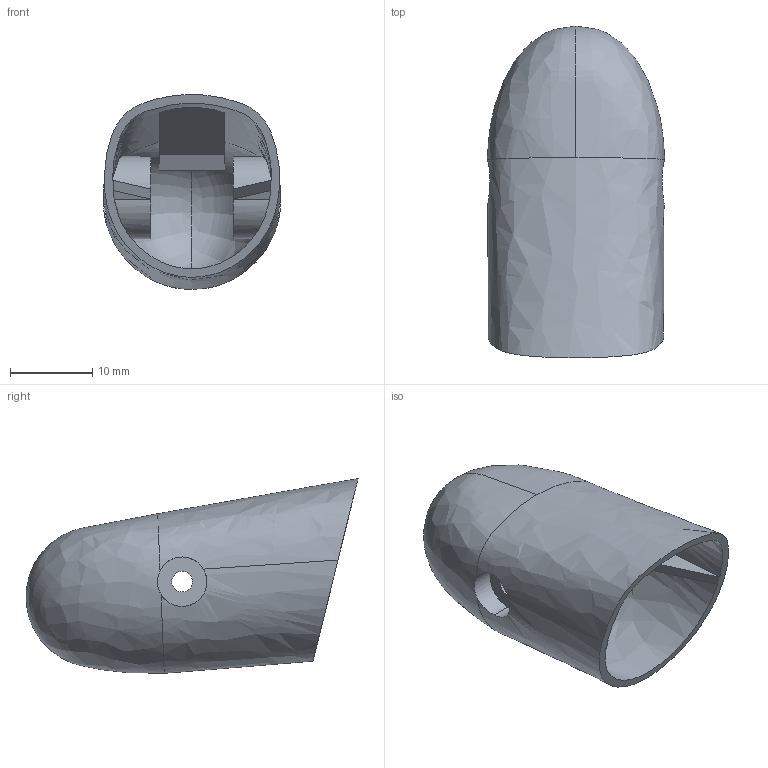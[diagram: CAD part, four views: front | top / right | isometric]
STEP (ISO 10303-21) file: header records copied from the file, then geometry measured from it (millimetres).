
FILE_DESCRIPTION (( 'STEP AP214' ), '1' );
FILE_NAME ('11.硌潑俋褲.STEP', '2025-11-13T16:27:13', ( '' ), ( '' ), 'SwSTEP 2.0', 'SolidWorks 2025', '' );
FILE_SCHEMA (( 'AUTOMOTIVE_DESIGN' ));
Length unit declared in the file: millimetre
Products named in the file (1): 11.指尖外壳
Bounding box: 21.51 x 40.27 x 23.61 mm (x, y, z)
Volume: 3495.3 mm3; surface area: 5270.9 mm2
Topology: 1 solids, 1 shells, 38 faces, 117 edges, 82 vertices
Faces by surface type: plane 16, cylinder 14, bspline 8
Entity records: 11314 total; most frequent: CARTESIAN_POINT 10348, ORIENTED_EDGE 234, DIRECTION 138, EDGE_CURVE 117, VERTEX_POINT 82, B_SPLINE_CURVE_WITH_KNOTS 59, AXIS2_PLACEMENT_3D 49, EDGE_LOOP 43
